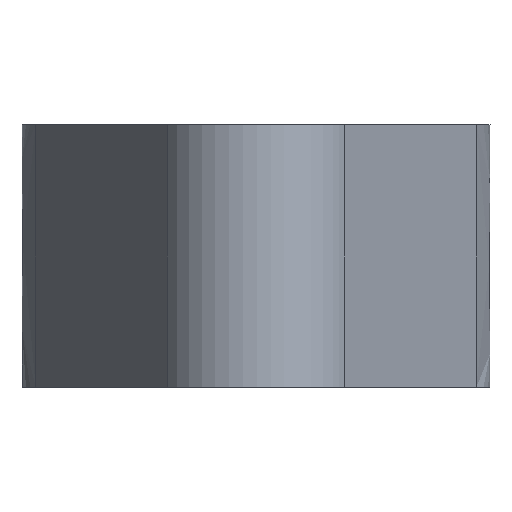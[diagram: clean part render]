
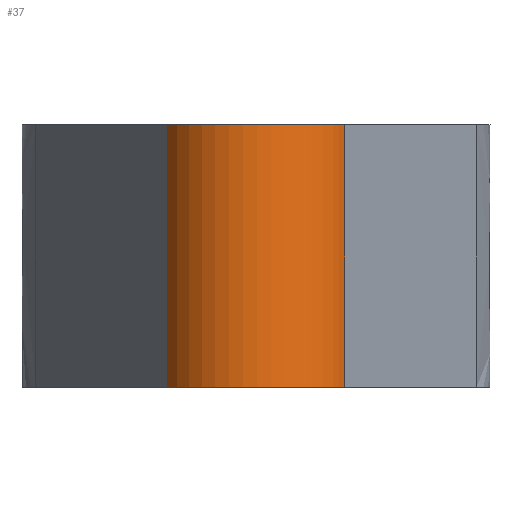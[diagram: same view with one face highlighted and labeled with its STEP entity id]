
A CAD part, front view. The second image highlights one B-rep face of the part: STEP entity #37.
In plain terms, the highlighted free-form (B-spline) face has degree [2, 1] with [9, 2] control points.
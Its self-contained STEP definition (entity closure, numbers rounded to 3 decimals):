
#37=ADVANCED_FACE('',(#82),#809,.T.);
#82=FACE_OUTER_BOUND('',#129,.T.);
#129=EDGE_LOOP('',(#259,#260,#261,#262));
#259=ORIENTED_EDGE('',*,*,#470,.T.);
#260=ORIENTED_EDGE('',*,*,#475,.T.);
#261=ORIENTED_EDGE('',*,*,#471,.F.);
#262=ORIENTED_EDGE('',*,*,#467,.T.);
#467=EDGE_CURVE('',#733,#751,#622,.T.);
#470=EDGE_CURVE('',#751,#750,#562,.T.);
#471=EDGE_CURVE('',#733,#734,#563,.T.);
#475=EDGE_CURVE('',#750,#734,#628,.T.);
#562=(
BOUNDED_CURVE()
B_SPLINE_CURVE(2,(#7414,#7415,#7416,#7417,#7418),.UNSPECIFIED.,.F.,.F.)
B_SPLINE_CURVE_WITH_KNOTS((3,2,3),(0.,4.084,8.168),
 .UNSPECIFIED.)
CURVE()
GEOMETRIC_REPRESENTATION_ITEM()
RATIONAL_B_SPLINE_CURVE((1.,0.866,1.,0.866,1.))
REPRESENTATION_ITEM('')
);
#563=(
BOUNDED_CURVE()
B_SPLINE_CURVE(2,(#7419,#7420,#7421,#7422,#7423),.UNSPECIFIED.,.F.,.F.)
B_SPLINE_CURVE_WITH_KNOTS((3,2,3),(0.,4.084,8.168),
 .UNSPECIFIED.)
CURVE()
GEOMETRIC_REPRESENTATION_ITEM()
RATIONAL_B_SPLINE_CURVE((1.,0.866,1.,0.866,1.))
REPRESENTATION_ITEM('')
);
#622=B_SPLINE_CURVE_WITH_KNOTS('',1,(#7408,#7409),.UNSPECIFIED.,.F.,.F.,
(2,2),(0.,10.),.UNSPECIFIED.);
#628=B_SPLINE_CURVE_WITH_KNOTS('',1,(#7430,#7431),.UNSPECIFIED.,.F.,.F.,
(2,2),(-10.,0.),.UNSPECIFIED.);
#733=VERTEX_POINT('',#5726);
#734=VERTEX_POINT('',#5727);
#750=VERTEX_POINT('',#5743);
#751=VERTEX_POINT('',#5744);
#809=(
BOUNDED_SURFACE()
B_SPLINE_SURFACE(2,1,((#3881,#3882),(#3883,#3884),(#3885,#3886),(#3887,
#3888),(#3889,#3890),(#3891,#3892),(#3893,#3894),(#3895,#3896),(#3897,#3898)),
 .UNSPECIFIED.,.T.,.F.,.F.)
B_SPLINE_SURFACE_WITH_KNOTS((3,2,2,2,3),(2,2),(0.,1.571,3.142,
4.712,6.283),(0.,12.002),.UNSPECIFIED.)
GEOMETRIC_REPRESENTATION_ITEM()
RATIONAL_B_SPLINE_SURFACE(((1.,1.),(0.707,0.707),
(1.,1.),(0.707,0.707),(1.,1.),(0.707,
0.707),(1.,1.),(0.707,0.707),(1.,1.)))
REPRESENTATION_ITEM('')
SURFACE()
);
#3881=CARTESIAN_POINT('',(-14.599,50.075,-60.674));
#3882=CARTESIAN_POINT('',(-14.599,50.075,-72.676));
#3883=CARTESIAN_POINT('',(-10.699,50.075,-60.674));
#3884=CARTESIAN_POINT('',(-10.699,50.075,-72.676));
#3885=CARTESIAN_POINT('',(-10.699,46.175,-60.674));
#3886=CARTESIAN_POINT('',(-10.699,46.175,-72.676));
#3887=CARTESIAN_POINT('',(-10.699,42.275,-60.674));
#3888=CARTESIAN_POINT('',(-10.699,42.275,-72.676));
#3889=CARTESIAN_POINT('',(-14.599,42.275,-60.674));
#3890=CARTESIAN_POINT('',(-14.599,42.275,-72.676));
#3891=CARTESIAN_POINT('',(-18.499,42.275,-60.674));
#3892=CARTESIAN_POINT('',(-18.499,42.275,-72.676));
#3893=CARTESIAN_POINT('',(-18.499,46.175,-60.674));
#3894=CARTESIAN_POINT('',(-18.499,46.175,-72.676));
#3895=CARTESIAN_POINT('',(-18.499,50.075,-60.674));
#3896=CARTESIAN_POINT('',(-18.499,50.075,-72.676));
#3897=CARTESIAN_POINT('',(-14.599,50.075,-60.674));
#3898=CARTESIAN_POINT('',(-14.599,50.075,-72.676));
#5726=CARTESIAN_POINT('',(-17.976,44.225,-61.675));
#5727=CARTESIAN_POINT('',(-11.221,44.225,-61.675));
#5743=CARTESIAN_POINT('',(-11.221,44.225,-71.675));
#5744=CARTESIAN_POINT('',(-17.976,44.225,-71.675));
#7408=CARTESIAN_POINT('',(-17.976,44.225,-61.675));
#7409=CARTESIAN_POINT('',(-17.976,44.225,-71.675));
#7414=CARTESIAN_POINT('',(-17.976,44.225,-71.675));
#7415=CARTESIAN_POINT('',(-16.851,42.275,-71.675));
#7416=CARTESIAN_POINT('',(-14.599,42.275,-71.675));
#7417=CARTESIAN_POINT('',(-12.347,42.275,-71.675));
#7418=CARTESIAN_POINT('',(-11.221,44.225,-71.675));
#7419=CARTESIAN_POINT('',(-17.976,44.225,-61.675));
#7420=CARTESIAN_POINT('',(-16.851,42.275,-61.675));
#7421=CARTESIAN_POINT('',(-14.599,42.275,-61.675));
#7422=CARTESIAN_POINT('',(-12.347,42.275,-61.675));
#7423=CARTESIAN_POINT('',(-11.221,44.225,-61.675));
#7430=CARTESIAN_POINT('',(-11.221,44.225,-71.675));
#7431=CARTESIAN_POINT('',(-11.221,44.225,-61.675));
